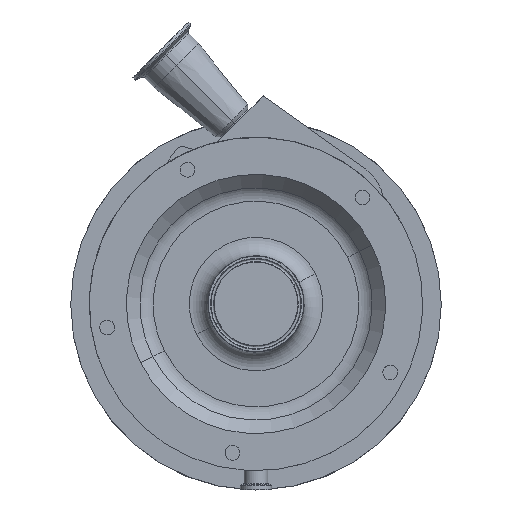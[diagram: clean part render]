
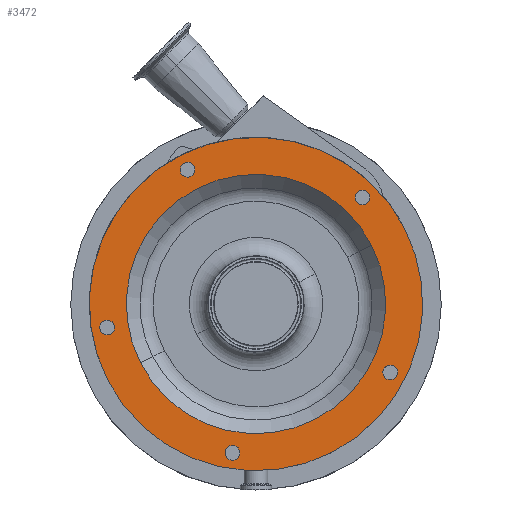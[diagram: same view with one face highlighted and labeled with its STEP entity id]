
A CAD part, top view. The second image highlights one B-rep face of the part: STEP entity #3472.
In plain terms, the highlighted planar face has unit normal (0, 0, 1).
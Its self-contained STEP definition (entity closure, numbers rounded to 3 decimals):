
#32 = AXIS2_PLACEMENT_3D ( 'NONE', #518, #3294, #7115 ) ;
#50 = DIRECTION ( 'NONE',  ( -0.156, 0.988, 0. ) ) ;
#74 = CIRCLE ( 'NONE', #6160, 105. ) ;
#98 = ORIENTED_EDGE ( 'NONE', *, *, #1356, .T. ) ;
#150 = AXIS2_PLACEMENT_3D ( 'NONE', #2611, #4225, #5873 ) ;
#299 = DIRECTION ( 'NONE',  ( 0., 0., 1. ) ) ;
#389 = DIRECTION ( 'NONE',  ( 0., 0., 1. ) ) ;
#448 = DIRECTION ( 'NONE',  ( 0., 0., 1. ) ) ;
#515 = CARTESIAN_POINT ( 'NONE',  ( 108.703, -55.387, 284. ) ) ;
#518 = CARTESIAN_POINT ( 'NONE',  ( 0., 0., 284. ) ) ;
#590 = DIRECTION ( 'NONE',  ( 0., -1., 0. ) ) ;
#663 = AXIS2_PLACEMENT_3D ( 'NONE', #5374, #299, #3578 ) ;
#671 = ORIENTED_EDGE ( 'NONE', *, *, #922, .F. ) ;
#674 = EDGE_CURVE ( 'NONE', #4390, #2358, #5150, .T. ) ;
#830 = CARTESIAN_POINT ( 'NONE',  ( -55.387, 108.703, 284. ) ) ;
#888 = CIRCLE ( 'NONE', #5595, 6. ) ;
#892 = AXIS2_PLACEMENT_3D ( 'NONE', #6502, #2655, #50 ) ;
#893 = AXIS2_PLACEMENT_3D ( 'NONE', #515, #5202, #6738 ) ;
#922 = EDGE_CURVE ( 'NONE', #1290, #3245, #6991, .T. ) ;
#981 = CIRCLE ( 'NONE', #3735, 6. ) ;
#1191 = AXIS2_PLACEMENT_3D ( 'NONE', #4769, #6967, #5351 ) ;
#1222 = AXIS2_PLACEMENT_3D ( 'NONE', #830, #4142, #5194 ) ;
#1290 = VERTEX_POINT ( 'NONE', #5912 ) ;
#1304 = CIRCLE ( 'NONE', #5213, 6. ) ;
#1315 = DIRECTION ( 'NONE',  ( 0.707, -0.707, 0. ) ) ;
#1355 = CIRCLE ( 'NONE', #893, 6. ) ;
#1356 = EDGE_CURVE ( 'NONE', #6196, #2468, #3378, .T. ) ;
#1375 = EDGE_CURVE ( 'NONE', #2336, #2760, #3842, .T. ) ;
#1394 = CARTESIAN_POINT ( 'NONE',  ( -60.733, 105.979, 284. ) ) ;
#1494 = ORIENTED_EDGE ( 'NONE', *, *, #3066, .F. ) ;
#1506 = ORIENTED_EDGE ( 'NONE', *, *, #674, .F. ) ;
#1629 = EDGE_LOOP ( 'NONE', ( #671, #2757 ) ) ;
#1678 = CARTESIAN_POINT ( 'NONE',  ( -17.706, 34.749, 284. ) ) ;
#1742 = FACE_BOUND ( 'NONE', #3674, .T. ) ;
#1797 = CARTESIAN_POINT ( 'NONE',  ( -121.437, -13.159, 284. ) ) ;
#1858 = CARTESIAN_POINT ( 'NONE',  ( 86.267, 86.267, 284. ) ) ;
#1898 = CARTESIAN_POINT ( 'NONE',  ( 86.267, 86.267, 284. ) ) ;
#1968 = CARTESIAN_POINT ( 'NONE',  ( -19.085, -120.498, 284. ) ) ;
#2004 = CARTESIAN_POINT ( 'NONE',  ( 105.979, -60.733, 284. ) ) ;
#2015 = DIRECTION ( 'NONE',  ( 0.891, 0.454, 0. ) ) ;
#2109 = EDGE_LOOP ( 'NONE', ( #1506, #5693 ) ) ;
#2135 = ORIENTED_EDGE ( 'NONE', *, *, #5166, .T. ) ;
#2215 = FACE_BOUND ( 'NONE', #2820, .T. ) ;
#2313 = EDGE_CURVE ( 'NONE', #5354, #6377, #981, .T. ) ;
#2336 = VERTEX_POINT ( 'NONE', #1394 ) ;
#2358 = VERTEX_POINT ( 'NONE', #4195 ) ;
#2463 = EDGE_LOOP ( 'NONE', ( #1494, #5057 ) ) ;
#2468 = VERTEX_POINT ( 'NONE', #5491 ) ;
#2530 = DIRECTION ( 'NONE',  ( 0., 0., 1. ) ) ;
#2611 = CARTESIAN_POINT ( 'NONE',  ( 0., 0., 284. ) ) ;
#2655 = DIRECTION ( 'NONE',  ( 0., 0., 1. ) ) ;
#2757 = ORIENTED_EDGE ( 'NONE', *, *, #6185, .F. ) ;
#2760 = VERTEX_POINT ( 'NONE', #5281 ) ;
#2789 = FACE_BOUND ( 'NONE', #1629, .T. ) ;
#2820 = EDGE_LOOP ( 'NONE', ( #6158, #3033 ) ) ;
#2851 = ORIENTED_EDGE ( 'NONE', *, *, #3552, .F. ) ;
#2920 = ORIENTED_EDGE ( 'NONE', *, *, #6766, .F. ) ;
#2967 = ORIENTED_EDGE ( 'NONE', *, *, #4613, .F. ) ;
#3033 = ORIENTED_EDGE ( 'NONE', *, *, #2313, .F. ) ;
#3066 = EDGE_CURVE ( 'NONE', #2760, #2336, #6275, .T. ) ;
#3245 = VERTEX_POINT ( 'NONE', #6443 ) ;
#3291 = FACE_OUTER_BOUND ( 'NONE', #4735, .T. ) ;
#3294 = DIRECTION ( 'NONE',  ( 0., 0., 1. ) ) ;
#3302 = EDGE_CURVE ( 'NONE', #7073, #7006, #74, .T. ) ;
#3378 = CIRCLE ( 'NONE', #32, 135. ) ;
#3379 = ORIENTED_EDGE ( 'NONE', *, *, #3302, .F. ) ;
#3472 = ADVANCED_FACE ( 'NONE', ( #3291, #2789, #1742, #2215, #4400, #5984, #4238 ), #5520, .F. ) ;
#3544 = VERTEX_POINT ( 'NONE', #4505 ) ;
#3552 = EDGE_CURVE ( 'NONE', #3544, #6269, #1355, .T. ) ;
#3578 = DIRECTION ( 'NONE',  ( -0.156, 0.988, 0. ) ) ;
#3674 = EDGE_LOOP ( 'NONE', ( #2920, #2851 ) ) ;
#3735 = AXIS2_PLACEMENT_3D ( 'NONE', #5319, #6968, #5179 ) ;
#3778 = EDGE_CURVE ( 'NONE', #2358, #4390, #4332, .T. ) ;
#3842 = CIRCLE ( 'NONE', #1191, 6. ) ;
#3868 = DIRECTION ( 'NONE',  ( 0., 0., -1. ) ) ;
#3940 = CIRCLE ( 'NONE', #7048, 6. ) ;
#4046 = DIRECTION ( 'NONE',  ( 0., 0., 1. ) ) ;
#4142 = DIRECTION ( 'NONE',  ( 0., 0., 1. ) ) ;
#4153 = DIRECTION ( 'NONE',  ( 0., 0., 1. ) ) ;
#4195 = CARTESIAN_POINT ( 'NONE',  ( -119.559, -25.011, 284. ) ) ;
#4225 = DIRECTION ( 'NONE',  ( 0., 0., 1. ) ) ;
#4238 = FACE_BOUND ( 'NONE', #4708, .T. ) ;
#4332 = CIRCLE ( 'NONE', #663, 6. ) ;
#4390 = VERTEX_POINT ( 'NONE', #1797 ) ;
#4400 = FACE_BOUND ( 'NONE', #2109, .T. ) ;
#4505 = CARTESIAN_POINT ( 'NONE',  ( 111.427, -50.041, 284. ) ) ;
#4613 = EDGE_CURVE ( 'NONE', #7006, #7073, #6092, .T. ) ;
#4708 = EDGE_LOOP ( 'NONE', ( #3379, #2967 ) ) ;
#4720 = DIRECTION ( 'NONE',  ( -0.454, -0.891, 0. ) ) ;
#4735 = EDGE_LOOP ( 'NONE', ( #2135, #98 ) ) ;
#4769 = CARTESIAN_POINT ( 'NONE',  ( -55.387, 108.703, 284. ) ) ;
#4909 = CARTESIAN_POINT ( 'NONE',  ( -25.011, -119.559, 284. ) ) ;
#5057 = ORIENTED_EDGE ( 'NONE', *, *, #1375, .F. ) ;
#5150 = CIRCLE ( 'NONE', #892, 6. ) ;
#5166 = EDGE_CURVE ( 'NONE', #2468, #6196, #6009, .T. ) ;
#5167 = CARTESIAN_POINT ( 'NONE',  ( -13.159, -121.437, 284. ) ) ;
#5179 = DIRECTION ( 'NONE',  ( -0.988, 0.156, 0. ) ) ;
#5194 = DIRECTION ( 'NONE',  ( 0.891, 0.454, 0. ) ) ;
#5202 = DIRECTION ( 'NONE',  ( 0., 0., 1. ) ) ;
#5213 = AXIS2_PLACEMENT_3D ( 'NONE', #1968, #448, #5947 ) ;
#5274 = CARTESIAN_POINT ( 'NONE',  ( 108.703, -55.387, 284. ) ) ;
#5281 = CARTESIAN_POINT ( 'NONE',  ( -50.041, 111.427, 284. ) ) ;
#5303 = CARTESIAN_POINT ( 'NONE',  ( 0., 0., 284. ) ) ;
#5319 = CARTESIAN_POINT ( 'NONE',  ( -19.085, -120.498, 284. ) ) ;
#5351 = DIRECTION ( 'NONE',  ( 0.891, 0.454, 0. ) ) ;
#5354 = VERTEX_POINT ( 'NONE', #5167 ) ;
#5374 = CARTESIAN_POINT ( 'NONE',  ( -120.498, -19.085, 284. ) ) ;
#5464 = CARTESIAN_POINT ( 'NONE',  ( 93.556, 47.669, 284. ) ) ;
#5491 = CARTESIAN_POINT ( 'NONE',  ( 120.286, 61.289, 284. ) ) ;
#5520 = PLANE ( 'NONE',  #6513 ) ;
#5580 = CARTESIAN_POINT ( 'NONE',  ( -93.556, -47.669, 284. ) ) ;
#5595 = AXIS2_PLACEMENT_3D ( 'NONE', #5274, #2530, #4720 ) ;
#5636 = AXIS2_PLACEMENT_3D ( 'NONE', #5745, #389, #6870 ) ;
#5693 = ORIENTED_EDGE ( 'NONE', *, *, #3778, .F. ) ;
#5745 = CARTESIAN_POINT ( 'NONE',  ( 0., 0., 284. ) ) ;
#5873 = DIRECTION ( 'NONE',  ( 0.891, 0.454, 0. ) ) ;
#5912 = CARTESIAN_POINT ( 'NONE',  ( 90.51, 82.024, 284. ) ) ;
#5947 = DIRECTION ( 'NONE',  ( -0.988, 0.156, 0. ) ) ;
#5984 = FACE_BOUND ( 'NONE', #2463, .T. ) ;
#6009 = CIRCLE ( 'NONE', #150, 135. ) ;
#6060 = AXIS2_PLACEMENT_3D ( 'NONE', #1898, #4153, #6855 ) ;
#6092 = CIRCLE ( 'NONE', #5636, 105. ) ;
#6158 = ORIENTED_EDGE ( 'NONE', *, *, #6245, .F. ) ;
#6160 = AXIS2_PLACEMENT_3D ( 'NONE', #5303, #6867, #2015 ) ;
#6185 = EDGE_CURVE ( 'NONE', #3245, #1290, #3940, .T. ) ;
#6196 = VERTEX_POINT ( 'NONE', #6422 ) ;
#6245 = EDGE_CURVE ( 'NONE', #6377, #5354, #1304, .T. ) ;
#6269 = VERTEX_POINT ( 'NONE', #2004 ) ;
#6275 = CIRCLE ( 'NONE', #1222, 6. ) ;
#6377 = VERTEX_POINT ( 'NONE', #4909 ) ;
#6422 = CARTESIAN_POINT ( 'NONE',  ( -120.286, -61.289, 284. ) ) ;
#6443 = CARTESIAN_POINT ( 'NONE',  ( 82.024, 90.51, 284. ) ) ;
#6502 = CARTESIAN_POINT ( 'NONE',  ( -120.498, -19.085, 284. ) ) ;
#6513 = AXIS2_PLACEMENT_3D ( 'NONE', #1678, #3868, #590 ) ;
#6738 = DIRECTION ( 'NONE',  ( -0.454, -0.891, 0. ) ) ;
#6766 = EDGE_CURVE ( 'NONE', #6269, #3544, #888, .T. ) ;
#6855 = DIRECTION ( 'NONE',  ( 0.707, -0.707, 0. ) ) ;
#6867 = DIRECTION ( 'NONE',  ( 0., 0., 1. ) ) ;
#6870 = DIRECTION ( 'NONE',  ( 0.891, 0.454, 0. ) ) ;
#6967 = DIRECTION ( 'NONE',  ( 0., 0., 1. ) ) ;
#6968 = DIRECTION ( 'NONE',  ( 0., 0., 1. ) ) ;
#6991 = CIRCLE ( 'NONE', #6060, 6. ) ;
#7006 = VERTEX_POINT ( 'NONE', #5580 ) ;
#7048 = AXIS2_PLACEMENT_3D ( 'NONE', #1858, #4046, #1315 ) ;
#7073 = VERTEX_POINT ( 'NONE', #5464 ) ;
#7115 = DIRECTION ( 'NONE',  ( 0.891, 0.454, 0. ) ) ;
